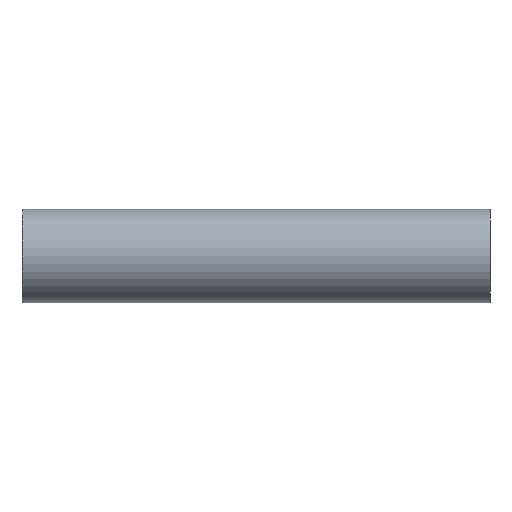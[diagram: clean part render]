
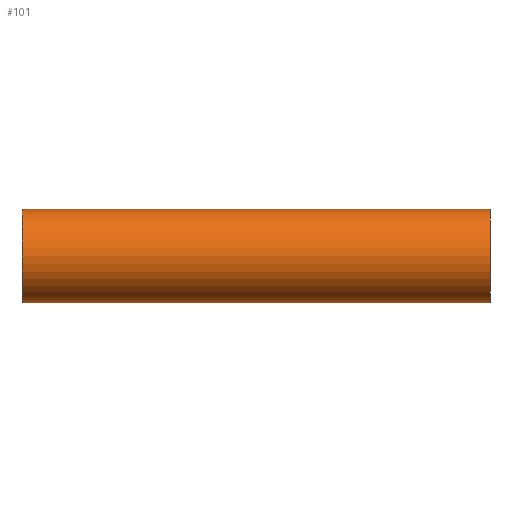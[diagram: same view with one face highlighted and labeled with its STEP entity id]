
A CAD part, front view. The second image highlights one B-rep face of the part: STEP entity #101.
In plain terms, the highlighted cylindrical face has radius 500 mm (diameter 1000 mm), a partial arc.
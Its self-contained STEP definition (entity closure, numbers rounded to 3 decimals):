
#55 = EDGE_CURVE( '', #77, #57, #127, .T. );
#57 = VERTEX_POINT( '', #129 );
#61 = VERTEX_POINT( '', #133 );
#77 = VERTEX_POINT( '', #151 );
#89 = VERTEX_POINT( '', #164 );
#91 = EDGE_CURVE( '', #61, #77, #166, .T. );
#93 = EDGE_CURVE( '', #89, #61, #168, .T. );
#101 = ADVANCED_FACE( '', ( #178 ), #179, .T. );
#103 = EDGE_CURVE( '', #57, #89, #181, .T. );
#127 = LINE( '', #196, #197 );
#129 = CARTESIAN_POINT( '', ( 5000., 0., -500. ) );
#133 = CARTESIAN_POINT( '', ( 0., 0., 500. ) );
#151 = CARTESIAN_POINT( '', ( 0., 0., -500. ) );
#164 = CARTESIAN_POINT( '', ( 5000., 0., 500. ) );
#166 = CIRCLE( '', #245, 500. );
#168 = LINE( '', #248, #249 );
#178 = FACE_OUTER_BOUND( '', #260, .T. );
#179 = CYLINDRICAL_SURFACE( '', #261, 500. );
#181 = CIRCLE( '', #264, 500. );
#196 = CARTESIAN_POINT( '', ( 0., 0., -500. ) );
#197 = VECTOR( '', #282, 1. );
#245 = AXIS2_PLACEMENT_3D( '', #317, #318, #319 );
#248 = CARTESIAN_POINT( '', ( 0., 0., 500. ) );
#249 = VECTOR( '', #320, 1. );
#260 = EDGE_LOOP( '', ( #333, #334, #335, #336 ) );
#261 = AXIS2_PLACEMENT_3D( '', #337, #338, #339 );
#264 = AXIS2_PLACEMENT_3D( '', #340, #341, #342 );
#282 = DIRECTION( '', ( 1., 0., 0. ) );
#317 = CARTESIAN_POINT( '', ( 0., 0., 0. ) );
#318 = DIRECTION( '', ( 1., 0., 0. ) );
#319 = DIRECTION( '', ( 0., 0., -1. ) );
#320 = DIRECTION( '', ( -1., 0., 0. ) );
#333 = ORIENTED_EDGE( '', *, *, #55, .T. );
#334 = ORIENTED_EDGE( '', *, *, #103, .T. );
#335 = ORIENTED_EDGE( '', *, *, #93, .T. );
#336 = ORIENTED_EDGE( '', *, *, #91, .T. );
#337 = CARTESIAN_POINT( '', ( 0., 0., 0. ) );
#338 = DIRECTION( '', ( -1., 0., 0. ) );
#339 = DIRECTION( '', ( 0., 0., -1. ) );
#340 = CARTESIAN_POINT( '', ( 5000., 0., 0. ) );
#341 = DIRECTION( '', ( -1., 0., 0. ) );
#342 = DIRECTION( '', ( 0., 0., -1. ) );
